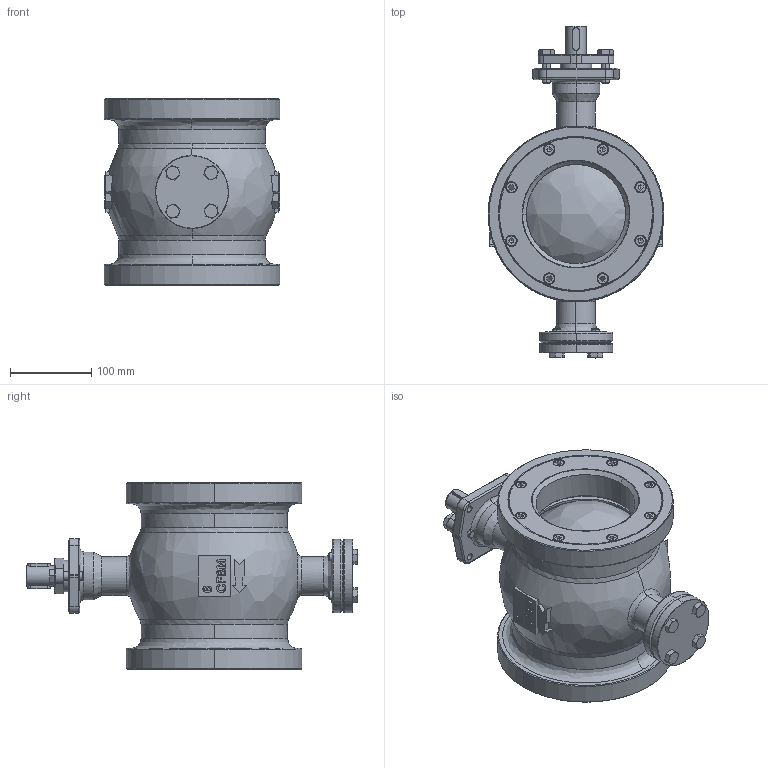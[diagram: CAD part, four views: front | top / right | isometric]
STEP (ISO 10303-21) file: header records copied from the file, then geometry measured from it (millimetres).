
FILE_DESCRIPTION (( 'STEP AP214' ), '1' );
FILE_NAME ('VX-W1-0600-XXX.step', '2019-10-18T12:36:28', ( '' ), ( '' ), 'SwSTEP 2.0', 'SolidWorks 2019', '' );
FILE_SCHEMA (( 'AUTOMOTIVE_DESIGN' ));
Length unit declared in the file: inch
Products named in the file (2): VX-W1-0600-XXX
Bounding box: 216 x 408.4 x 229 mm (x, y, z)
Surface area: 455239.1 mm2 (no closed solid volume)
Topology: 0 solids, 33 shells, 537 faces, 1584 edges, 1067 vertices
Faces by surface type: plane 219, bspline 124, cylinder 109, cone 85
Entity records: 44707 total; most frequent: CARTESIAN_POINT 27284, ORIENTED_EDGE 2722, EDGE_CURVE 1576, B_SPLINE_CURVE_WITH_KNOTS 1371, VERTEX_POINT 1067, DIRECTION 898, EDGE_LOOP 608, DIMENSIONAL_EXPONENTS 539
